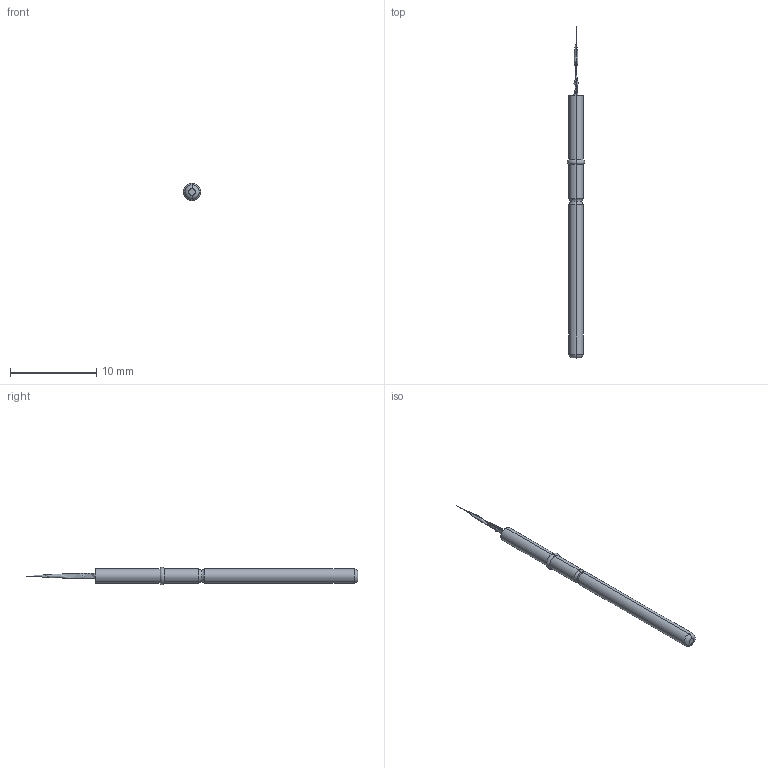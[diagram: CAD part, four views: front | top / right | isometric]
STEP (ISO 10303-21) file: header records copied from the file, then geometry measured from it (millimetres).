
FILE_DESCRIPTION (( 'STEP AP203' ), '1' );
FILE_NAME ('INGUN_GKS-422_209_060_N_xx08.STEP', '2022-01-28T09:47:08', ( 'ochi' ), ( '' ), 'SwSTEP 2.0', 'SolidWorks 2018', '' );
FILE_SCHEMA (( 'CONFIG_CONTROL_DESIGN' ));
Length unit declared in the file: millimetre
Products named in the file (1): INGUN_GKS-422_209_060_N_xx08
Bounding box: 2 x 38.4 x 2 mm (x, y, z)
Volume: 66.1 mm3; surface area: 172 mm2
Topology: 1 solids, 1 shells, 91 faces, 250 edges, 162 vertices
Faces by surface type: bspline 51, torus 29, cylinder 6, plane 3, cone 2
Entity records: 3882 total; most frequent: CARTESIAN_POINT 1996, ORIENTED_EDGE 496, EDGE_CURVE 248, B_SPLINE_CURVE_WITH_KNOTS 193, DIRECTION 185, VERTEX_POINT 162, EDGE_LOOP 94, FACE_OUTER_BOUND 91
